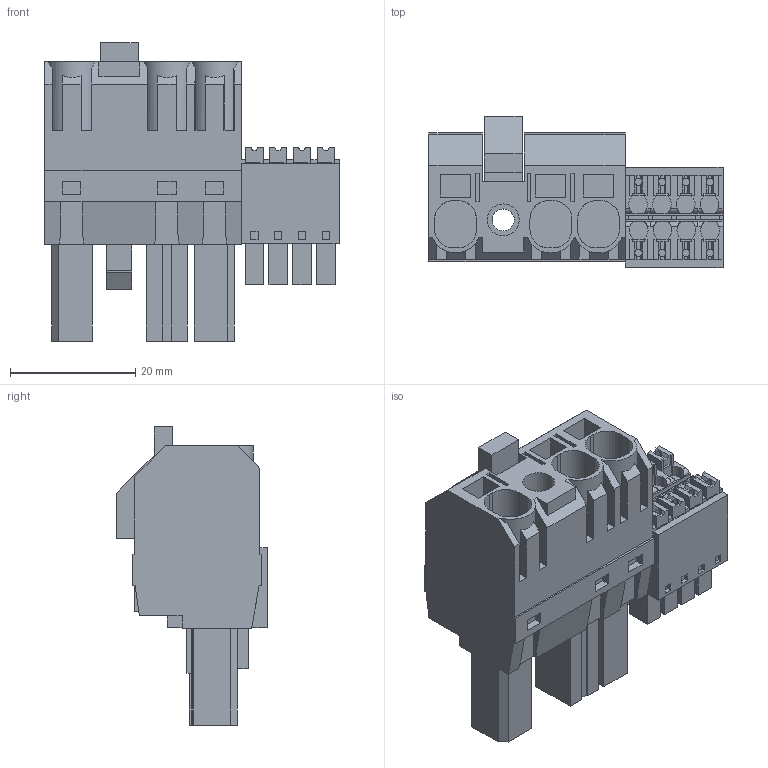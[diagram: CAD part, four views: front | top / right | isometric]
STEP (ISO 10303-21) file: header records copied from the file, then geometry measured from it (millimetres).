
FILE_DESCRIPTION(('CATIA V5 STEP Exchange','CAx-IF Rec.Pracs.--- Model Styling and Organization---1.4--- 2014-01-23'),'2;1');
FILE_NAME ('D1449501_1_1157130000_1157130000.stp','2023-09-07T12:50:14+00:00',('none'),('Weidmueller'),'CATIA Version 5-6 Release 2016 SP3 HF44','CATIA V5 STEP AP214','none');
FILE_SCHEMA(('AUTOMOTIVE_DESIGN { 1 0 10303 214 1 1 1 1 }'));
Length unit declared in the file: millimetre
Products named in the file (1): 1157130000
Bounding box: 47.03 x 24.13 x 47.7 mm (x, y, z)
Volume: 20636.3 mm3; surface area: 11695.2 mm2
Topology: 10 solids, 10 shells, 791 faces, 2180 edges, 1447 vertices
Faces by surface type: plane 702, cylinder 89
Entity records: 23629 total; most frequent: CARTESIAN_POINT 4678, ORIENTED_EDGE 4360, DIRECTION 3112, EDGE_CURVE 2180, VECTOR 1906, LINE 1906, VERTEX_POINT 1447, EDGE_LOOP 847
